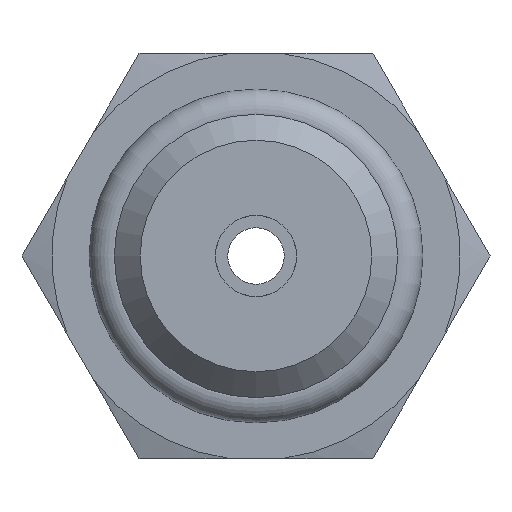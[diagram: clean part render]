
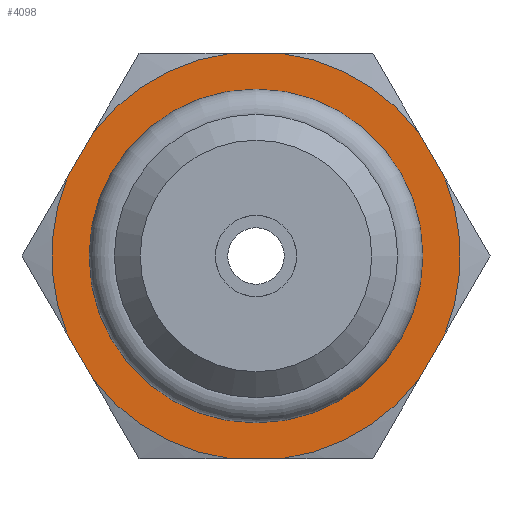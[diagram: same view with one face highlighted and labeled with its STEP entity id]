
A CAD part, left-side view. The second image highlights one B-rep face of the part: STEP entity #4098.
In plain terms, the highlighted planar face has unit normal (-1, 0, 0).
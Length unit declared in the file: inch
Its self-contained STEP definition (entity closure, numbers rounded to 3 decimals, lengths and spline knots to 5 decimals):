
#2974=CARTESIAN_POINT('',(0.433,-0.03961,-0.3125));
#2975=VERTEX_POINT('',#2974);
#2989=CARTESIAN_POINT('',(0.433,0.03961,-0.3125));
#2990=VERTEX_POINT('',#2989);
#2991=CARTESIAN_POINT('',(0.433,-0.03961,-0.3125));
#2992=DIRECTION('',(0.0,1.0,0.0));
#2993=VECTOR('',#2992,0.07921);
#2994=LINE('',#2991,#2993);
#2995=EDGE_CURVE('',#2975,#2990,#2994,.T.);
#3425=CARTESIAN_POINT('',(0.433,0.25083,-0.19055));
#3426=VERTEX_POINT('',#3425);
#3441=CARTESIAN_POINT('',(0.433,0.0,0.0));
#3442=DIRECTION('',(-1.0,0.0,0.0));
#3443=DIRECTION('',(0.0,1.0,0.0));
#3444=AXIS2_PLACEMENT_3D('',#3441,#3442,#3443);
#3445=CIRCLE('',#3444,0.315);
#3446=EDGE_CURVE('',#3426,#2990,#3445,.T.);
#3458=CARTESIAN_POINT('',(0.433,0.29044,0.12195));
#3459=VERTEX_POINT('',#3458);
#3473=CARTESIAN_POINT('',(0.433,0.29044,-0.12195));
#3474=VERTEX_POINT('',#3473);
#3488=CARTESIAN_POINT('',(0.433,0.0,0.0));
#3489=DIRECTION('',(-1.0,0.0,0.0));
#3490=DIRECTION('',(0.0,1.0,0.0));
#3491=AXIS2_PLACEMENT_3D('',#3488,#3489,#3490);
#3492=CIRCLE('',#3491,0.315);
#3493=EDGE_CURVE('',#3459,#3474,#3492,.T.);
#3503=CARTESIAN_POINT('',(0.433,0.25083,0.19055));
#3504=VERTEX_POINT('',#3503);
#3520=CARTESIAN_POINT('',(0.433,0.03961,0.3125));
#3521=VERTEX_POINT('',#3520);
#3522=CARTESIAN_POINT('',(0.433,0.0,0.0));
#3523=DIRECTION('',(-1.0,0.0,0.0));
#3524=DIRECTION('',(0.0,1.0,0.0));
#3525=AXIS2_PLACEMENT_3D('',#3522,#3523,#3524);
#3526=CIRCLE('',#3525,0.315);
#3527=EDGE_CURVE('',#3521,#3504,#3526,.T.);
#3550=CARTESIAN_POINT('',(0.433,-0.03961,0.3125));
#3551=VERTEX_POINT('',#3550);
#3567=CARTESIAN_POINT('',(0.433,-0.25083,0.19055));
#3568=VERTEX_POINT('',#3567);
#3569=CARTESIAN_POINT('',(0.433,0.0,0.0));
#3570=DIRECTION('',(-1.0,0.0,0.0));
#3571=DIRECTION('',(0.0,1.0,0.0));
#3572=AXIS2_PLACEMENT_3D('',#3569,#3570,#3571);
#3573=CIRCLE('',#3572,0.315);
#3574=EDGE_CURVE('',#3568,#3551,#3573,.T.);
#3597=CARTESIAN_POINT('',(0.433,-0.29044,0.12195));
#3598=VERTEX_POINT('',#3597);
#3614=CARTESIAN_POINT('',(0.433,-0.29044,-0.12195));
#3615=VERTEX_POINT('',#3614);
#3616=CARTESIAN_POINT('',(0.433,0.0,0.0));
#3617=DIRECTION('',(-1.0,0.0,0.0));
#3618=DIRECTION('',(0.0,1.0,0.0));
#3619=AXIS2_PLACEMENT_3D('',#3616,#3617,#3618);
#3620=CIRCLE('',#3619,0.315);
#3621=EDGE_CURVE('',#3615,#3598,#3620,.T.);
#3644=CARTESIAN_POINT('',(0.433,-0.25083,-0.19055));
#3645=VERTEX_POINT('',#3644);
#3659=CARTESIAN_POINT('',(0.433,0.0,0.0));
#3660=DIRECTION('',(-1.0,0.0,0.0));
#3661=DIRECTION('',(0.0,1.0,0.0));
#3662=AXIS2_PLACEMENT_3D('',#3659,#3660,#3661);
#3663=CIRCLE('',#3662,0.315);
#3664=EDGE_CURVE('',#2975,#3645,#3663,.T.);
#3734=CARTESIAN_POINT('',(0.433,0.25083,-0.19055));
#3735=DIRECTION('',(0.0,0.5,0.866));
#3736=VECTOR('',#3735,0.07921);
#3737=LINE('',#3734,#3736);
#3738=EDGE_CURVE('',#3426,#3474,#3737,.T.);
#3760=CARTESIAN_POINT('',(0.433,0.29044,0.12195));
#3761=DIRECTION('',(0.0,-0.5,0.866));
#3762=VECTOR('',#3761,0.07921);
#3763=LINE('',#3760,#3762);
#3764=EDGE_CURVE('',#3459,#3504,#3763,.T.);
#3870=CARTESIAN_POINT('',(0.433,-0.29044,-0.12195));
#3871=DIRECTION('',(0.0,0.5,-0.866));
#3872=VECTOR('',#3871,0.07921);
#3873=LINE('',#3870,#3872);
#3874=EDGE_CURVE('',#3615,#3645,#3873,.T.);
#3896=CARTESIAN_POINT('',(0.433,-0.25083,0.19055));
#3897=DIRECTION('',(0.0,-0.5,-0.866));
#3898=VECTOR('',#3897,0.07921);
#3899=LINE('',#3896,#3898);
#3900=EDGE_CURVE('',#3568,#3598,#3899,.T.);
#3917=CARTESIAN_POINT('',(0.433,0.03961,0.3125));
#3918=DIRECTION('',(0.0,-1.0,0.0));
#3919=VECTOR('',#3918,0.07921);
#3920=LINE('',#3917,#3919);
#3921=EDGE_CURVE('',#3521,#3551,#3920,.T.);
#4061=CARTESIAN_POINT('',(0.433,0.183,0.0));
#4062=VERTEX_POINT('',#4061);
#4063=CARTESIAN_POINT('',(0.433,0.,0.0));
#4064=DIRECTION('',(1.0,0.0,0.0));
#4065=DIRECTION('',(0.0,1.0,0.0));
#4066=AXIS2_PLACEMENT_3D('',#4063,#4064,#4065);
#4067=CIRCLE('',#4066,0.183);
#4068=EDGE_CURVE('',#4062,#4062,#4067,.T.);
#4076=CARTESIAN_POINT('',(0.433,0.24775,0.0));
#4077=DIRECTION('',(-1.0,0.0,0.0));
#4078=DIRECTION('',(0.0,0.0,1.0));
#4079=AXIS2_PLACEMENT_3D('',#4076,#4077,#4078);
#4080=PLANE('',#4079);
#4081=ORIENTED_EDGE('',*,*,#3664,.T.);
#4082=ORIENTED_EDGE('',*,*,#3874,.F.);
#4083=ORIENTED_EDGE('',*,*,#3621,.T.);
#4084=ORIENTED_EDGE('',*,*,#3900,.F.);
#4085=ORIENTED_EDGE('',*,*,#3574,.T.);
#4086=ORIENTED_EDGE('',*,*,#3921,.F.);
#4087=ORIENTED_EDGE('',*,*,#3527,.T.);
#4088=ORIENTED_EDGE('',*,*,#3764,.F.);
#4089=ORIENTED_EDGE('',*,*,#3493,.T.);
#4090=ORIENTED_EDGE('',*,*,#3738,.F.);
#4091=ORIENTED_EDGE('',*,*,#3446,.T.);
#4092=ORIENTED_EDGE('',*,*,#2995,.F.);
#4093=EDGE_LOOP('',(#4081,#4082,#4083,#4084,#4085,#4086,#4087,#4088,#4089,#4090,#4091,#4092));
#4094=FACE_OUTER_BOUND('',#4093,.T.);
#4095=ORIENTED_EDGE('',*,*,#4068,.T.);
#4096=EDGE_LOOP('',(#4095));
#4097=FACE_BOUND('',#4096,.T.);
#4098=ADVANCED_FACE('',(#4094,#4097),#4080,.T.);
